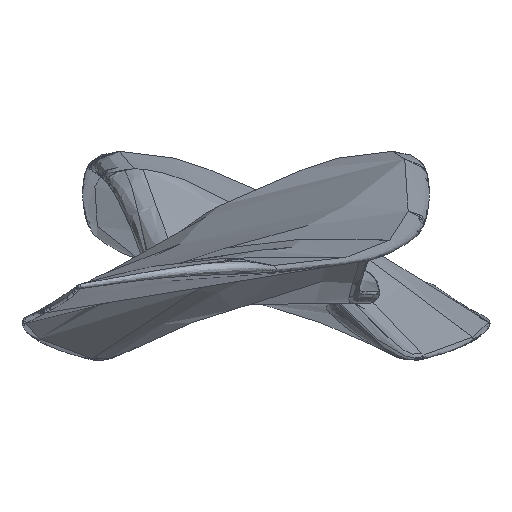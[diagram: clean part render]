
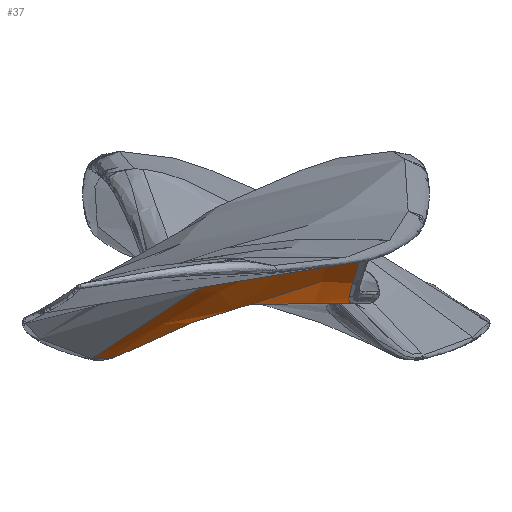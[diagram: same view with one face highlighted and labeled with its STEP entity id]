
A CAD part, left-side view. The second image highlights one B-rep face of the part: STEP entity #37.
In plain terms, the highlighted free-form (B-spline) face has degree [5, 6] with [6, 7] control points.
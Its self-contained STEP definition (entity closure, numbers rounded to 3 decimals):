
#37=ADVANCED_FACE('',(#65),#485,.T.);
#65=FACE_OUTER_BOUND('',#93,.T.);
#93=EDGE_LOOP('',(#219,#220,#221,#222));
#219=ORIENTED_EDGE('',*,*,#320,.F.);
#220=ORIENTED_EDGE('',*,*,#321,.F.);
#221=ORIENTED_EDGE('',*,*,#305,.F.);
#222=ORIENTED_EDGE('',*,*,#331,.T.);
#305=EDGE_CURVE('',#454,#423,#383,.T.);
#320=EDGE_CURVE('',#424,#457,#398,.T.);
#321=EDGE_CURVE('',#423,#424,#399,.T.);
#331=EDGE_CURVE('',#454,#457,#409,.T.);
#383=B_SPLINE_CURVE_WITH_KNOTS('',5,(#2921,#2922,#2923,#2924,#2925,#2926),
 .UNSPECIFIED.,.F.,.F.,(6,6),(0.,36.27),.UNSPECIFIED.);
#398=B_SPLINE_CURVE_WITH_KNOTS('',5,(#3137,#3138,#3139,#3140,#3141,#3142),
 .UNSPECIFIED.,.F.,.F.,(6,6),(-19.299,0.),.UNSPECIFIED.);
#399=B_SPLINE_CURVE_WITH_KNOTS('',3,(#3143,#3144,#3145,#3146,#3147,#3148,
#3149,#3150,#3151,#3152,#3153,#3154,#3155,#3156,#3157,#3158,#3159,#3160,
#3161,#3162,#3163,#3164,#3165,#3166,#3167,#3168,#3169,#3170,#3171,#3172,
#3173,#3174,#3175,#3176),.UNSPECIFIED.,.F.,.F.,(4,3,3,3,3,3,3,3,3,3,3,4),
(-42.685,-40.973,-38.854,-33.706,
-27.289,-20.157,-13.222,-7.356,
-2.994,-1.314,-0.572,0.),
 .UNSPECIFIED.);
#409=B_SPLINE_CURVE_WITH_KNOTS('',3,(#3359,#3360,#3361,#3362,#3363,#3364,
#3365,#3366,#3367,#3368,#3369,#3370,#3371,#3372,#3373,#3374,#3375,#3376,
#3377,#3378,#3379,#3380),.UNSPECIFIED.,.F.,.F.,(4,2,2,2,2,2,2,2,2,2,4),
(-42.951,-39.131,-35.311,-27.67,
-20.029,-12.388,-8.567,-4.747,
-2.836,-0.926,0.),.UNSPECIFIED.);
#423=VERTEX_POINT('',#2415);
#424=VERTEX_POINT('',#2416);
#454=VERTEX_POINT('',#2446);
#457=VERTEX_POINT('',#2449);
#485=B_SPLINE_SURFACE_WITH_KNOTS('',5,6,((#1841,#1842,#1843,#1844,#1845,
#1846,#1847),(#1848,#1849,#1850,#1851,#1852,#1853,#1854),(#1855,#1856,#1857,
#1858,#1859,#1860,#1861),(#1862,#1863,#1864,#1865,#1866,#1867,#1868),(#1869,
#1870,#1871,#1872,#1873,#1874,#1875),(#1876,#1877,#1878,#1879,#1880,#1881,
#1882)),.UNSPECIFIED.,.F.,.F.,.F.,(6,6),(7,7),(0.,46.008),(0.,
43.447),.UNSPECIFIED.);
#1841=CARTESIAN_POINT('',(-53.333,-13.494,10.687));
#1842=CARTESIAN_POINT('',(-48.815,-12.759,9.75));
#1843=CARTESIAN_POINT('',(-44.228,-12.102,8.661));
#1844=CARTESIAN_POINT('',(-34.29,-10.655,2.657));
#1845=CARTESIAN_POINT('',(-22.902,-9.475,0.));
#1846=CARTESIAN_POINT('',(-19.803,-9.984,0.));
#1847=CARTESIAN_POINT('',(-16.364,-10.549,0.));
#1848=CARTESIAN_POINT('',(-53.333,-10.192,8.724));
#1849=CARTESIAN_POINT('',(-48.835,-9.457,7.686));
#1850=CARTESIAN_POINT('',(-44.369,-8.789,6.44));
#1851=CARTESIAN_POINT('',(-33.588,-7.496,-0.389));
#1852=CARTESIAN_POINT('',(-23.177,-6.013,0.));
#1853=CARTESIAN_POINT('',(-19.811,-6.345,0.));
#1854=CARTESIAN_POINT('',(-16.364,-6.663,0.));
#1855=CARTESIAN_POINT('',(-53.333,-3.338,6.517));
#1856=CARTESIAN_POINT('',(-48.666,-3.718,5.328));
#1857=CARTESIAN_POINT('',(-44.046,-4.198,3.924));
#1858=CARTESIAN_POINT('',(-34.829,-4.143,-1.239));
#1859=CARTESIAN_POINT('',(-24.091,-2.55,0.));
#1860=CARTESIAN_POINT('',(-19.878,-2.719,0.));
#1861=CARTESIAN_POINT('',(-16.364,-2.777,0.));
#1862=CARTESIAN_POINT('',(-53.333,4.549,2.453));
#1863=CARTESIAN_POINT('',(-48.991,4.826,1.064));
#1864=CARTESIAN_POINT('',(-44.696,5.008,-0.499));
#1865=CARTESIAN_POINT('',(-35.297,2.482,-2.298));
#1866=CARTESIAN_POINT('',(-24.086,0.327,0.));
#1867=CARTESIAN_POINT('',(-20.027,0.801,0.));
#1868=CARTESIAN_POINT('',(-16.364,1.108,0.));
#1869=CARTESIAN_POINT('',(-53.333,8.819,-0.216));
#1870=CARTESIAN_POINT('',(-48.67,8.826,-1.602));
#1871=CARTESIAN_POINT('',(-44.034,8.748,-3.114));
#1872=CARTESIAN_POINT('',(-33.654,5.845,-3.197));
#1873=CARTESIAN_POINT('',(-23.65,3.536,0.));
#1874=CARTESIAN_POINT('',(-20.029,4.258,0.));
#1875=CARTESIAN_POINT('',(-16.364,4.994,0.));
#1876=CARTESIAN_POINT('',(-53.333,16.187,-5.458));
#1877=CARTESIAN_POINT('',(-48.666,14.942,-5.783));
#1878=CARTESIAN_POINT('',(-44.,13.64,-6.182));
#1879=CARTESIAN_POINT('',(-33.702,9.426,-3.175));
#1880=CARTESIAN_POINT('',(-23.795,6.259,0.));
#1881=CARTESIAN_POINT('',(-20.097,7.563,0.));
#1882=CARTESIAN_POINT('',(-16.364,8.88,0.));
#2415=CARTESIAN_POINT('',(-53.333,-12.675,10.235));
#2416=CARTESIAN_POINT('',(-16.364,-9.628,0.));
#2446=CARTESIAN_POINT('',(-53.333,16.15,-5.431));
#2449=CARTESIAN_POINT('',(-16.364,7.916,0.));
#2921=CARTESIAN_POINT('',(-53.333,16.15,-5.431));
#2922=CARTESIAN_POINT('',(-53.333,9.135,-0.442));
#2923=CARTESIAN_POINT('',(-53.333,4.919,2.217));
#2924=CARTESIAN_POINT('',(-53.333,-2.301,5.977));
#2925=CARTESIAN_POINT('',(-53.333,-8.942,8.304));
#2926=CARTESIAN_POINT('',(-53.333,-12.675,10.235));
#3137=CARTESIAN_POINT('',(-16.364,-9.628,0.));
#3138=CARTESIAN_POINT('',(-16.364,-6.12,0.));
#3139=CARTESIAN_POINT('',(-16.364,-2.611,0.));
#3140=CARTESIAN_POINT('',(-16.364,0.898,0.));
#3141=CARTESIAN_POINT('',(-16.364,4.407,0.));
#3142=CARTESIAN_POINT('',(-16.364,7.916,0.));
#3143=CARTESIAN_POINT('',(-53.333,-12.675,10.235));
#3144=CARTESIAN_POINT('',(-52.82,-12.593,10.126));
#3145=CARTESIAN_POINT('',(-52.342,-12.518,10.021));
#3146=CARTESIAN_POINT('',(-51.832,-12.438,9.897));
#3147=CARTESIAN_POINT('',(-51.208,-12.341,9.745));
#3148=CARTESIAN_POINT('',(-50.609,-12.249,9.583));
#3149=CARTESIAN_POINT('',(-49.993,-12.156,9.399));
#3150=CARTESIAN_POINT('',(-48.531,-11.935,8.963));
#3151=CARTESIAN_POINT('',(-47.042,-11.719,8.426));
#3152=CARTESIAN_POINT('',(-45.613,-11.516,7.887));
#3153=CARTESIAN_POINT('',(-43.809,-11.261,7.207));
#3154=CARTESIAN_POINT('',(-42.016,-11.016,6.496));
#3155=CARTESIAN_POINT('',(-40.215,-10.779,5.803));
#3156=CARTESIAN_POINT('',(-38.204,-10.514,5.029));
#3157=CARTESIAN_POINT('',(-36.21,-10.264,4.286));
#3158=CARTESIAN_POINT('',(-34.169,-10.03,3.586));
#3159=CARTESIAN_POINT('',(-32.194,-9.804,2.91));
#3160=CARTESIAN_POINT('',(-30.197,-9.598,2.282));
#3161=CARTESIAN_POINT('',(-28.174,-9.434,1.737));
#3162=CARTESIAN_POINT('',(-26.467,-9.297,1.276));
#3163=CARTESIAN_POINT('',(-24.732,-9.191,0.871));
#3164=CARTESIAN_POINT('',(-22.985,-9.161,0.563));
#3165=CARTESIAN_POINT('',(-21.684,-9.14,0.333));
#3166=CARTESIAN_POINT('',(-20.375,-9.16,0.157));
#3167=CARTESIAN_POINT('',(-19.06,-9.275,0.069));
#3168=CARTESIAN_POINT('',(-18.551,-9.319,0.036));
#3169=CARTESIAN_POINT('',(-18.051,-9.376,0.016));
#3170=CARTESIAN_POINT('',(-17.545,-9.448,0.007));
#3171=CARTESIAN_POINT('',(-17.321,-9.479,0.003));
#3172=CARTESIAN_POINT('',(-17.1,-9.513,0.001));
#3173=CARTESIAN_POINT('',(-16.877,-9.548,0.001));
#3174=CARTESIAN_POINT('',(-16.706,-9.574,0.));
#3175=CARTESIAN_POINT('',(-16.535,-9.601,0.));
#3176=CARTESIAN_POINT('',(-16.364,-9.628,0.));
#3359=CARTESIAN_POINT('',(-53.333,16.15,-5.431));
#3360=CARTESIAN_POINT('',(-52.218,15.853,-5.512));
#3361=CARTESIAN_POINT('',(-51.105,15.54,-5.577));
#3362=CARTESIAN_POINT('',(-48.892,14.859,-5.565));
#3363=CARTESIAN_POINT('',(-47.794,14.496,-5.497));
#3364=CARTESIAN_POINT('',(-44.529,13.367,-5.155));
#3365=CARTESIAN_POINT('',(-42.387,12.574,-4.764));
#3366=CARTESIAN_POINT('',(-38.123,11.006,-3.879));
#3367=CARTESIAN_POINT('',(-35.998,10.232,-3.384));
#3368=CARTESIAN_POINT('',(-31.709,8.807,-2.39));
#3369=CARTESIAN_POINT('',(-29.542,8.156,-1.888));
#3370=CARTESIAN_POINT('',(-26.225,7.412,-1.184));
#3371=CARTESIAN_POINT('',(-25.106,7.21,-0.957));
#3372=CARTESIAN_POINT('',(-22.843,6.96,-0.545));
#3373=CARTESIAN_POINT('',(-21.697,6.906,-0.357));
#3374=CARTESIAN_POINT('',(-19.977,7.023,-0.153));
#3375=CARTESIAN_POINT('',(-19.405,7.097,-0.099));
#3376=CARTESIAN_POINT('',(-18.272,7.32,-0.026));
#3377=CARTESIAN_POINT('',(-17.711,7.469,-0.008));
#3378=CARTESIAN_POINT('',(-16.894,7.732,-0.001));
#3379=CARTESIAN_POINT('',(-16.628,7.823,0.));
#3380=CARTESIAN_POINT('',(-16.364,7.916,0.));
